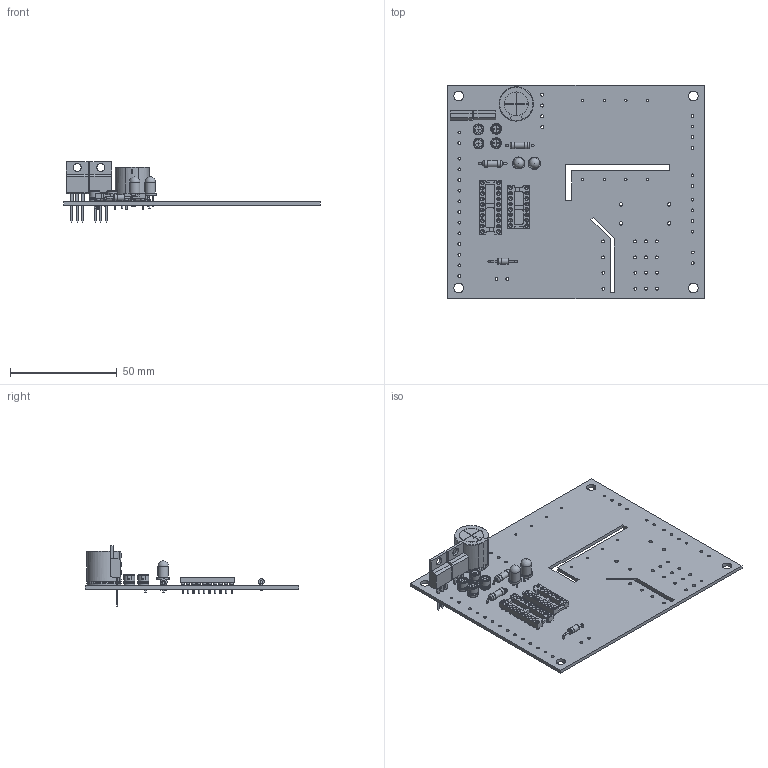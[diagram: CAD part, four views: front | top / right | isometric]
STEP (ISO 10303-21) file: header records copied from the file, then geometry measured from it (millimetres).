
FILE_DESCRIPTION(('KiCad electronic assembly'),'2;1');
FILE_NAME('controller.step','2020-01-08T00:10:36',('An Author'),( 'A Company'),'Open CASCADE STEP processor 6.9', 'KiCad to STEP converter','Unknown');
FILE_SCHEMA(('AUTOMOTIVE_DESIGN { 1 0 10303 214 1 1 1 1 }'));
Length unit declared in the file: millimetre
Products named in the file (18): Open CASCADE STEP translator 6.9 1; CP_Radial_D16.0mm_P7.50mm; SOLID; CP_Radial_D5.0mm_P2.00mm; D_DO-41_SOD81_P12.70mm_Horizontal; LED_D5.0mm; R_Axial_DIN0309_L9.0mm_D3.2mm_P12.70mm_Horizontal; DIP-20_W7.62mm_Socket; DIP-16_W7.62mm_Socket; TO-220-3_Vertical; COMPOUND
Assembly tree (23 placements, depth 3):
  Open CASCADE STEP translator 6.9 1
    CP_Radial_D16.0mm_P7.50mm
      SOLID
    CP_Radial_D5.0mm_P2.00mm  x4
      SOLID
    D_DO-41_SOD81_P12.70mm_Horizontal
      SOLID
    LED_D5.0mm  x2
      SOLID
    R_Axial_DIN0309_L9.0mm_D3.2mm_P12.70mm_Horizontal  x2
      SOLID
    DIP-20_W7.62mm_Socket
      SOLID
    DIP-16_W7.62mm_Socket
      SOLID
    TO-220-3_Vertical  x2
      SOLID
    COMPOUND
Bounding box: 120 x 100 x 28.52 mm (x, y, z)
Volume: 24384.9 mm3; surface area: 30646 mm2
Topology: 15 solids, 20 shells, 1083 faces, 2379 edges, 1541 vertices
Faces by surface type: plane 505, cylinder 390, cone 108, bspline 32, revolution 26, torus 20, sphere 2
Full cylindrical faces by diameter (mm): 0.5 x8, 0.508 x72, 0.7 x8, 0.8 x52, 0.9 x6, 1.014 x8, 1.1 x8, 1.2 x2, 1.3 x28, 1.4 x16, 1.45 x4, 1.524 x36, 1.6 x4, 1.724 x36, 2.7 x2, 2.72 x1, 2.88 x2, 3.2 x4, 3.735 x2, 4.472 x4, 4.9 x2
Entity records: 57298 total; most frequent: CARTESIAN_POINT 13185, DIRECTION 7587, LINE 3662, VECTOR 3662, ORIENTED_EDGE 3660, PCURVE 3660, DEFINITIONAL_REPRESENTATION 3660, EDGE_CURVE 1830
